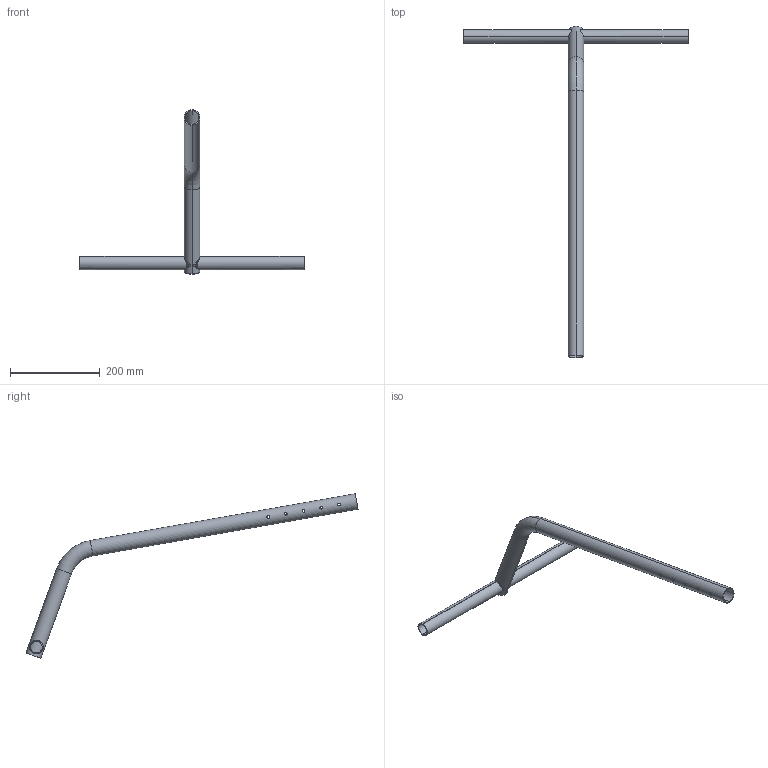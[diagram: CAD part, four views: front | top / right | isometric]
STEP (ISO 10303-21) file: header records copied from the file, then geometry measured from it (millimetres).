
FILE_DESCRIPTION (( 'STEP AP203' ), '1' );
FILE_NAME ('pousse-pousse 1.STEP', '2020-12-03T10:29:53', ( '' ), ( '' ), 'SwSTEP 2.0', 'SolidWorks 2019', '' );
FILE_SCHEMA (( 'CONFIG_CONTROL_DESIGN' ));
Length unit declared in the file: millimetre
Products named in the file (1): pousse-pousse 1
Bounding box: 500 x 740.06 x 366.77 mm (x, y, z)
Volume: 269707.7 mm3; surface area: 269837.1 mm2
Topology: 1 solids, 2 shells, 52 faces, 124 edges, 80 vertices
Faces by surface type: cylinder 44, torus 4, plane 4
Entity records: 3707 total; most frequent: CARTESIAN_POINT 2461, ORIENTED_EDGE 248, DIRECTION 202, EDGE_CURVE 124, AXIS2_PLACEMENT_3D 81, EDGE_LOOP 80, VERTEX_POINT 80, B_SPLINE_CURVE_WITH_KNOTS 56
